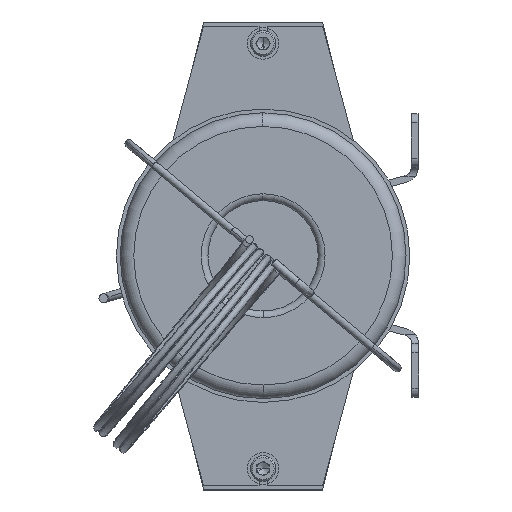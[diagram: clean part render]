
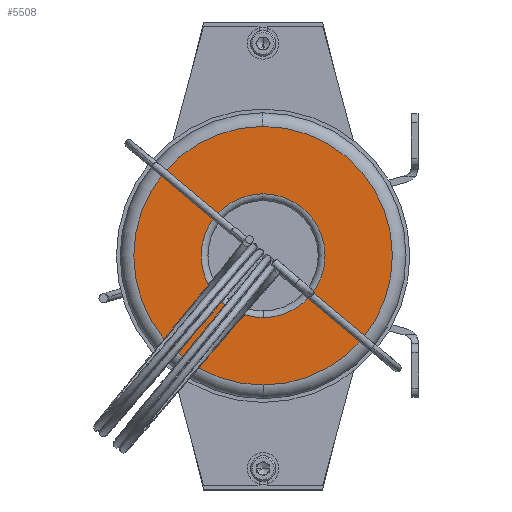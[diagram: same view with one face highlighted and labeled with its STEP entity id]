
A CAD part, left-side view. The second image highlights one B-rep face of the part: STEP entity #5508.
In plain terms, the highlighted planar face has unit normal (-1, 0, 0).
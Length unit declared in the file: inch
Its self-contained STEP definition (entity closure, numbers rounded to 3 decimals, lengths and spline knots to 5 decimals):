
#791 = ORIENTED_EDGE ( 'NONE', *, *, #15708, .T. ) ;
#1131 = DIRECTION ( 'NONE',  ( -1., 0., 0. ) ) ;
#1385 = FACE_BOUND ( 'NONE', #2601, .T. ) ;
#2601 = EDGE_LOOP ( 'NONE', ( #791, #11400 ) ) ;
#2724 = DIRECTION ( 'NONE',  ( 1., 0., 0. ) ) ;
#3379 = AXIS2_PLACEMENT_3D ( 'NONE', #8777, #21707, #10617 ) ;
#4229 = CIRCLE ( 'NONE', #3379, 1.9 ) ;
#4680 = EDGE_LOOP ( 'NONE', ( #19182, #8337 ) ) ;
#5052 = CARTESIAN_POINT ( 'NONE',  ( -8.731, -0.00158, -0.91 ) ) ;
#5508 = ADVANCED_FACE ( 'NONE', ( #1385, #6381 ), #21060, .F. ) ;
#6381 = FACE_OUTER_BOUND ( 'NONE', #4680, .T. ) ;
#7003 = CARTESIAN_POINT ( 'NONE',  ( -8.731, -0.0033, -1.9 ) ) ;
#7353 = CIRCLE ( 'NONE', #12956, 1.9 ) ;
#7811 = EDGE_CURVE ( 'NONE', #7999, #14934, #7353, .T. ) ;
#7992 = DIRECTION ( 'NONE',  ( 1., 0., 0. ) ) ;
#7999 = VERTEX_POINT ( 'NONE', #18009 ) ;
#8133 = CARTESIAN_POINT ( 'NONE',  ( -8.731, 2.1, -0.00365 ) ) ;
#8337 = ORIENTED_EDGE ( 'NONE', *, *, #7811, .T. ) ;
#8777 = CARTESIAN_POINT ( 'NONE',  ( -8.731, 0., 0. ) ) ;
#9714 = AXIS2_PLACEMENT_3D ( 'NONE', #13877, #2724, #15726 ) ;
#9987 = DIRECTION ( 'NONE',  ( 1., 0., 0. ) ) ;
#10617 = DIRECTION ( 'NONE',  ( 0., -0.002, -1. ) ) ;
#11286 = CIRCLE ( 'NONE', #9714, 0.91 ) ;
#11400 = ORIENTED_EDGE ( 'NONE', *, *, #13615, .T. ) ;
#12285 = CARTESIAN_POINT ( 'NONE',  ( -8.731, 0., 0. ) ) ;
#12956 = AXIS2_PLACEMENT_3D ( 'NONE', #12285, #1131, #14191 ) ;
#13166 = VERTEX_POINT ( 'NONE', #5052 ) ;
#13391 = AXIS2_PLACEMENT_3D ( 'NONE', #8133, #9987, #22907 ) ;
#13615 = EDGE_CURVE ( 'NONE', #23023, #13166, #11286, .T. ) ;
#13877 = CARTESIAN_POINT ( 'NONE',  ( -8.731, 0., 0. ) ) ;
#14191 = DIRECTION ( 'NONE',  ( 0., -0.002, -1. ) ) ;
#14934 = VERTEX_POINT ( 'NONE', #7003 ) ;
#15708 = EDGE_CURVE ( 'NONE', #13166, #23023, #19906, .T. ) ;
#15726 = DIRECTION ( 'NONE',  ( 0., -0.002, -1. ) ) ;
#16736 = AXIS2_PLACEMENT_3D ( 'NONE', #19055, #7992, #20921 ) ;
#18009 = CARTESIAN_POINT ( 'NONE',  ( -8.731, 0.0033, 1.9 ) ) ;
#19055 = CARTESIAN_POINT ( 'NONE',  ( -8.731, 0., 0. ) ) ;
#19182 = ORIENTED_EDGE ( 'NONE', *, *, #22716, .T. ) ;
#19906 = CIRCLE ( 'NONE', #16736, 0.91 ) ;
#20921 = DIRECTION ( 'NONE',  ( 0., -0.002, -1. ) ) ;
#21038 = CARTESIAN_POINT ( 'NONE',  ( -8.731, 0.00158, 0.91 ) ) ;
#21060 = PLANE ( 'NONE',  #13391 ) ;
#21707 = DIRECTION ( 'NONE',  ( -1., 0., 0. ) ) ;
#22716 = EDGE_CURVE ( 'NONE', #14934, #7999, #4229, .T. ) ;
#22907 = DIRECTION ( 'NONE',  ( 0., -0.002, -1. ) ) ;
#23023 = VERTEX_POINT ( 'NONE', #21038 ) ;
